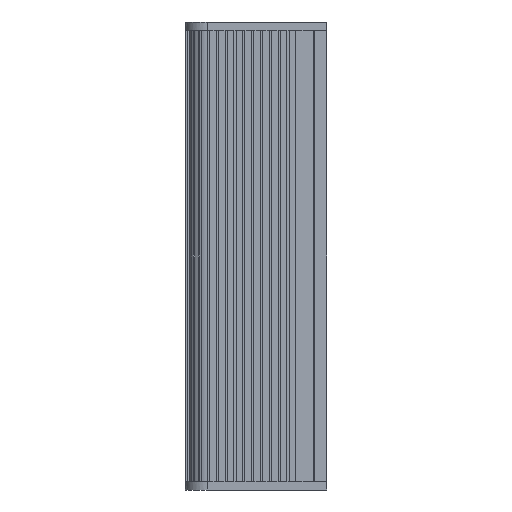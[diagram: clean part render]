
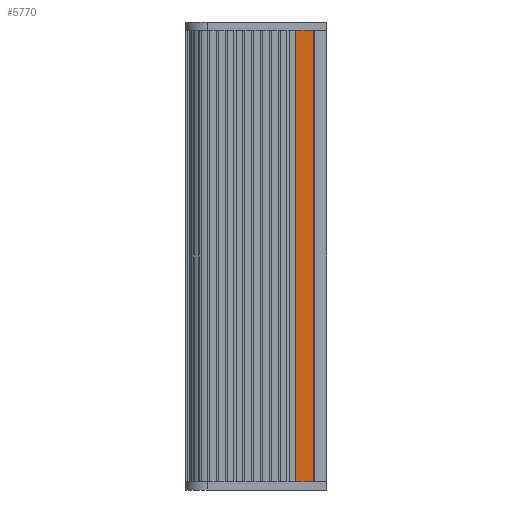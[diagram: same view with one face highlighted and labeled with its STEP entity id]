
A CAD part, left-side view. The second image highlights one B-rep face of the part: STEP entity #5770.
In plain terms, the highlighted planar face has unit normal (-1, 0, 0).
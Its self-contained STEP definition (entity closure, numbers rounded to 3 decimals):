
#128 = CARTESIAN_POINT ( 'NONE',  ( 114.946, 57.339, 104. ) ) ;
#462 = CARTESIAN_POINT ( 'NONE',  ( 114.946, 61.339, 206. ) ) ;
#825 = LINE ( 'NONE', #9986, #19390 ) ;
#1302 = PLANE ( 'NONE',  #3743 ) ;
#1974 = LINE ( 'NONE', #12718, #4739 ) ;
#2042 = LINE ( 'NONE', #21101, #14700 ) ;
#3743 = AXIS2_PLACEMENT_3D ( 'NONE', #31391, #26391, #21182 ) ;
#3814 = CARTESIAN_POINT ( 'NONE',  ( 114.946, 81.339, 206. ) ) ;
#4739 = VECTOR ( 'NONE', #5653, 1000. ) ;
#5277 = FACE_OUTER_BOUND ( 'NONE', #15411, .T. ) ;
#5653 = DIRECTION ( 'NONE',  ( 0., 0., -1. ) ) ;
#5770 = ADVANCED_FACE ( 'NONE', ( #5277 ), #1302, .F. ) ;
#5970 = DIRECTION ( 'NONE',  ( 0., 1., 0. ) ) ;
#6145 = DIRECTION ( 'NONE',  ( 0., -1., 0. ) ) ;
#6247 = EDGE_CURVE ( 'NONE', #19543, #19263, #11001, .T. ) ;
#7336 = ORIENTED_EDGE ( 'NONE', *, *, #31449, .F. ) ;
#7555 = ORIENTED_EDGE ( 'NONE', *, *, #6247, .F. ) ;
#9986 = CARTESIAN_POINT ( 'NONE',  ( 114.946, 61.339, 71. ) ) ;
#11001 = LINE ( 'NONE', #3814, #25611 ) ;
#12718 = CARTESIAN_POINT ( 'NONE',  ( 114.946, 57.339, 104. ) ) ;
#13599 = EDGE_CURVE ( 'NONE', #19263, #31470, #1974, .T. ) ;
#14700 = VECTOR ( 'NONE', #5970, 1000. ) ;
#15411 = EDGE_LOOP ( 'NONE', ( #17621, #25478, #7555, #7336 ) ) ;
#15702 = EDGE_CURVE ( 'NONE', #31470, #19639, #2042, .T. ) ;
#17480 = DIRECTION ( 'NONE',  ( 0., 0., 1. ) ) ;
#17621 = ORIENTED_EDGE ( 'NONE', *, *, #15702, .F. ) ;
#19263 = VERTEX_POINT ( 'NONE', #19698 ) ;
#19390 = VECTOR ( 'NONE', #17480, 1000. ) ;
#19543 = VERTEX_POINT ( 'NONE', #462 ) ;
#19639 = VERTEX_POINT ( 'NONE', #28950 ) ;
#19698 = CARTESIAN_POINT ( 'NONE',  ( 114.946, 57.339, 206. ) ) ;
#21101 = CARTESIAN_POINT ( 'NONE',  ( 114.946, 81.339, 104. ) ) ;
#21182 = DIRECTION ( 'NONE',  ( 0., 0., 1. ) ) ;
#25478 = ORIENTED_EDGE ( 'NONE', *, *, #13599, .F. ) ;
#25611 = VECTOR ( 'NONE', #6145, 1000. ) ;
#26391 = DIRECTION ( 'NONE',  ( 1., 0., 0. ) ) ;
#28950 = CARTESIAN_POINT ( 'NONE',  ( 114.946, 61.339, 104. ) ) ;
#31391 = CARTESIAN_POINT ( 'NONE',  ( 114.946, 81.339, 206. ) ) ;
#31449 = EDGE_CURVE ( 'NONE', #19639, #19543, #825, .T. ) ;
#31470 = VERTEX_POINT ( 'NONE', #128 ) ;
